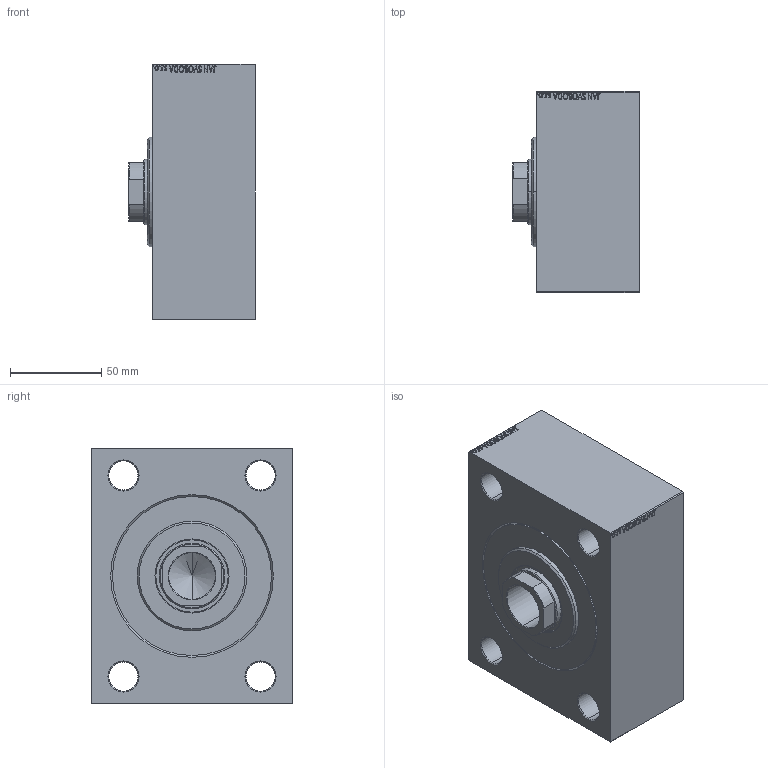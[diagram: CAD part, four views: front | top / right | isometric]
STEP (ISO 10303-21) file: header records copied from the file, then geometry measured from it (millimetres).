
FILE_DESCRIPTION (( 'STEP AP203' ), '1' );
FILE_NAME ('5816.STEP', '2021-11-02T05:05:01', ( '' ), ( '' ), 'SwSTEP 2.0', 'SolidWorks 2019', '' );
FILE_SCHEMA (( 'CONFIG_CONTROL_DESIGN' ));
Length unit declared in the file: millimetre
Products named in the file (4): V450CM_B_VCP 730dee3c611d019d8fddd71f85f044c7; V450CM_B 730dee3c611d019d8fddd71f85f044c7; 5816; V450CM_VC_B 730dee3c611d019d8fddd71f85f044c7
Assembly tree (3 placements, depth 2):
  5816
    V450CM_B 730dee3c611d019d8fddd71f85f044c7
    V450CM_B_VCP 730dee3c611d019d8fddd71f85f044c7
    V450CM_VC_B 730dee3c611d019d8fddd71f85f044c7
Bounding box: 69 x 110 x 140 mm (x, y, z)
Volume: 776628.8 mm3; surface area: 122578.7 mm2
Topology: 3 solids, 3 shells, 847 faces, 2174 edges, 1437 vertices
Faces by surface type: plane 399, bspline 380, cylinder 38, cone 30
Entity records: 43448 total; most frequent: CARTESIAN_POINT 24962, ORIENTED_EDGE 4344, DIRECTION 2458, EDGE_CURVE 2172, VERTEX_POINT 1437, LINE 1296, VECTOR 1296, EDGE_LOOP 963
